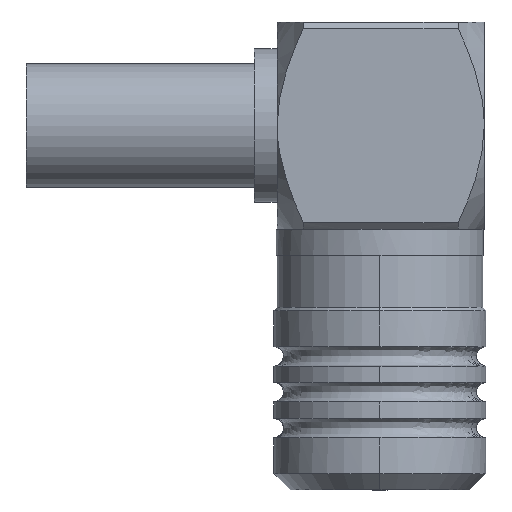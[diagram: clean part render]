
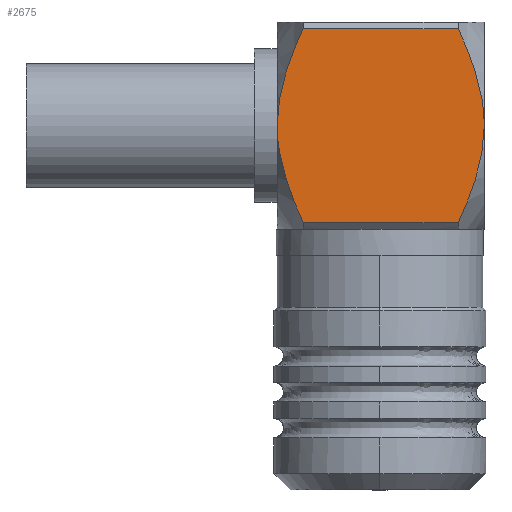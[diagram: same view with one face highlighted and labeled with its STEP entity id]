
A CAD part, front view. The second image highlights one B-rep face of the part: STEP entity #2675.
In plain terms, the highlighted planar face has unit normal (0, -1, 0).
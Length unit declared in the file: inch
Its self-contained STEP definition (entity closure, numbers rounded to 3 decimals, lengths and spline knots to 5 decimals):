
#32 = EDGE_CURVE ( 'NONE', #2115, #597, #1843, .T. ) ;
#78 = ORIENTED_EDGE ( 'NONE', *, *, #32, .F. ) ;
#221 = CARTESIAN_POINT ( 'NONE',  ( 0.09449, -0.125, -0.11693 ) ) ;
#237 = CARTESIAN_POINT ( 'NONE',  ( -0.11749, -0.125, -0.0506 ) ) ;
#262 = EDGE_CURVE ( 'NONE', #2846, #1925, #2222, .T. ) ;
#271 = ORIENTED_EDGE ( 'NONE', *, *, #1903, .T. ) ;
#310 = CARTESIAN_POINT ( 'NONE',  ( -0.11985, -0.125, -0.04073 ) ) ;
#315 = ORIENTED_EDGE ( 'NONE', *, *, #2853, .F. ) ;
#344 = CARTESIAN_POINT ( 'NONE',  ( 0.09449, -0.125, 0.11707 ) ) ;
#536 = EDGE_CURVE ( 'NONE', #2356, #4310, #4132, .T. ) ;
#560 = DIRECTION ( 'NONE',  ( 0., 0., -1. ) ) ;
#597 = VERTEX_POINT ( 'NONE', #4659 ) ;
#818 = CARTESIAN_POINT ( 'NONE',  ( -0.12048, -0.125, 0.04043 ) ) ;
#941 = CARTESIAN_POINT ( 'NONE',  ( 0.10311, -0.125, -0.09844 ) ) ;
#961 = AXIS2_PLACEMENT_3D ( 'NONE', #1167, #2807, #2736 ) ;
#1006 = DIRECTION ( 'NONE',  ( -1., 0., 0. ) ) ;
#1035 = CARTESIAN_POINT ( 'NONE',  ( 0.10309, -0.125, 0.09847 ) ) ;
#1041 = CARTESIAN_POINT ( 'NONE',  ( 0.12245, -0.125, -0.04043 ) ) ;
#1051 = EDGE_CURVE ( 'NONE', #1925, #3538, #6417, .T. ) ;
#1068 = CARTESIAN_POINT ( 'NONE',  ( 0.09449, -0.125, 0.11693 ) ) ;
#1152 = DIRECTION ( 'NONE',  ( 0., 0., -1. ) ) ;
#1167 = CARTESIAN_POINT ( 'NONE',  ( -0.12402, -0.125, 0.11707 ) ) ;
#1257 = ORIENTED_EDGE ( 'NONE', *, *, #5919, .F. ) ;
#1321 = VECTOR ( 'NONE', #5957, 39.37008 ) ;
#1384 = CARTESIAN_POINT ( 'NONE',  ( -0.10893, -0.125, 0.07955 ) ) ;
#1601 = CARTESIAN_POINT ( 'NONE',  ( 0.1251, -0.125, 0.02051 ) ) ;
#1843 = B_SPLINE_CURVE_WITH_KNOTS ( 'NONE', 3,
 ( #1068, #1035, #2172, #2671, #4300, #1601, #3241, #4330 ),
 .UNSPECIFIED., .F., .F.,
 ( 4, 2, 2, 4 ),
 ( 0., 0.00154, 0.00231, 0.00308 ),
 .UNSPECIFIED. ) ;
#1903 = EDGE_CURVE ( 'NONE', #4759, #2969, #5516, .T. ) ;
#1917 = VECTOR ( 'NONE', #1152, 39.37008 ) ;
#1925 = VERTEX_POINT ( 'NONE', #2331 ) ;
#2015 = ORIENTED_EDGE ( 'NONE', *, *, #2813, .F. ) ;
#2115 = VERTEX_POINT ( 'NONE', #6383 ) ;
#2172 = CARTESIAN_POINT ( 'NONE',  ( 0.11083, -0.125, 0.07971 ) ) ;
#2222 = LINE ( 'NONE', #5401, #1917 ) ;
#2331 = CARTESIAN_POINT ( 'NONE',  ( 0.09449, -0.125, -0.11707 ) ) ;
#2356 = VERTEX_POINT ( 'NONE', #4018 ) ;
#2363 = ORIENTED_EDGE ( 'NONE', *, *, #536, .F. ) ;
#2383 = CARTESIAN_POINT ( 'NONE',  ( 0.09449, -0.125, 0.11707 ) ) ;
#2509 = ORIENTED_EDGE ( 'NONE', *, *, #262, .F. ) ;
#2538 = CARTESIAN_POINT ( 'NONE',  ( -0.12402, -0.125, -0.11707 ) ) ;
#2659 = FACE_OUTER_BOUND ( 'NONE', #6756, .T. ) ;
#2671 = CARTESIAN_POINT ( 'NONE',  ( 0.11946, -0.125, 0.0506 ) ) ;
#2675 = ADVANCED_FACE ( 'NONE', ( #2659 ), #5455, .F. ) ;
#2736 = DIRECTION ( 'NONE',  ( 0., 0., 1. ) ) ;
#2807 = DIRECTION ( 'NONE',  ( 0., 1., 0. ) ) ;
#2812 = LINE ( 'NONE', #3415, #1321 ) ;
#2813 = EDGE_CURVE ( 'NONE', #5722, #2115, #4046, .T. ) ;
#2841 = CARTESIAN_POINT ( 'NONE',  ( -0.10114, -0.125, 0.09844 ) ) ;
#2846 = VERTEX_POINT ( 'NONE', #221 ) ;
#2853 = EDGE_CURVE ( 'NONE', #4310, #2969, #5577, .T. ) ;
#2969 = VERTEX_POINT ( 'NONE', #6364 ) ;
#2997 = CARTESIAN_POINT ( 'NONE',  ( -0.12402, -0.125, -0.01027 ) ) ;
#3013 = VECTOR ( 'NONE', #6761, 39.37008 ) ;
#3241 = CARTESIAN_POINT ( 'NONE',  ( 0.12598, -0.125, 0.01027 ) ) ;
#3271 = EDGE_CURVE ( 'NONE', #597, #2846, #3670, .T. ) ;
#3283 = CARTESIAN_POINT ( 'NONE',  ( -0.12402, -0.125, 0. ) ) ;
#3415 = CARTESIAN_POINT ( 'NONE',  ( -0.12402, -0.125, 0.11707 ) ) ;
#3533 = CARTESIAN_POINT ( 'NONE',  ( -0.10886, -0.125, -0.07971 ) ) ;
#3538 = VERTEX_POINT ( 'NONE', #4119 ) ;
#3670 = B_SPLINE_CURVE_WITH_KNOTS ( 'NONE', 3,
 ( #5398, #6988, #1041, #4207, #941, #3709 ),
 .UNSPECIFIED., .F., .F.,
 ( 4, 2, 4 ),
 ( 0., 0.00154, 0.00308 ),
 .UNSPECIFIED. ) ;
#3709 = CARTESIAN_POINT ( 'NONE',  ( 0.09449, -0.125, -0.11693 ) ) ;
#3785 = ORIENTED_EDGE ( 'NONE', *, *, #1051, .F. ) ;
#3826 = LINE ( 'NONE', #5743, #6099 ) ;
#4018 = CARTESIAN_POINT ( 'NONE',  ( -0.09252, -0.125, -0.11693 ) ) ;
#4046 = LINE ( 'NONE', #2383, #3013 ) ;
#4080 = CARTESIAN_POINT ( 'NONE',  ( -0.12402, -0.125, 0.02051 ) ) ;
#4119 = CARTESIAN_POINT ( 'NONE',  ( -0.09252, -0.125, -0.11707 ) ) ;
#4132 = B_SPLINE_CURVE_WITH_KNOTS ( 'NONE', 3,
 ( #6220, #5085, #3533, #237, #310, #5683, #2997, #5153 ),
 .UNSPECIFIED., .F., .F.,
 ( 4, 2, 2, 4 ),
 ( 0., 0.00154, 0.00231, 0.00308 ),
 .UNSPECIFIED. ) ;
#4207 = CARTESIAN_POINT ( 'NONE',  ( 0.1109, -0.125, -0.07955 ) ) ;
#4300 = CARTESIAN_POINT ( 'NONE',  ( 0.12182, -0.125, 0.04073 ) ) ;
#4310 = VERTEX_POINT ( 'NONE', #3283 ) ;
#4330 = CARTESIAN_POINT ( 'NONE',  ( 0.12598, -0.125, 0. ) ) ;
#4344 = CARTESIAN_POINT ( 'NONE',  ( -0.09252, -0.125, 0.12103 ) ) ;
#4659 = CARTESIAN_POINT ( 'NONE',  ( 0.12598, -0.125, 0. ) ) ;
#4759 = VERTEX_POINT ( 'NONE', #5496 ) ;
#4978 = EDGE_CURVE ( 'NONE', #3538, #2356, #3826, .T. ) ;
#4995 = CARTESIAN_POINT ( 'NONE',  ( -0.09252, -0.125, 0.11693 ) ) ;
#5027 = CARTESIAN_POINT ( 'NONE',  ( -0.12402, -0.125, 0. ) ) ;
#5085 = CARTESIAN_POINT ( 'NONE',  ( -0.10113, -0.125, -0.09847 ) ) ;
#5153 = CARTESIAN_POINT ( 'NONE',  ( -0.12402, -0.125, 0. ) ) ;
#5212 = DIRECTION ( 'NONE',  ( 0., 0., 1. ) ) ;
#5398 = CARTESIAN_POINT ( 'NONE',  ( 0.12598, -0.125, 0. ) ) ;
#5401 = CARTESIAN_POINT ( 'NONE',  ( 0.09449, -0.125, 0.11707 ) ) ;
#5455 = PLANE ( 'NONE',  #961 ) ;
#5496 = CARTESIAN_POINT ( 'NONE',  ( -0.09252, -0.125, 0.11707 ) ) ;
#5516 = LINE ( 'NONE', #4344, #5615 ) ;
#5577 = B_SPLINE_CURVE_WITH_KNOTS ( 'NONE', 3,
 ( #5027, #4080, #818, #1384, #2841, #4995 ),
 .UNSPECIFIED., .F., .F.,
 ( 4, 2, 4 ),
 ( 0., 0.00154, 0.00308 ),
 .UNSPECIFIED. ) ;
#5615 = VECTOR ( 'NONE', #560, 39.37008 ) ;
#5683 = CARTESIAN_POINT ( 'NONE',  ( -0.12314, -0.125, -0.02051 ) ) ;
#5722 = VERTEX_POINT ( 'NONE', #344 ) ;
#5743 = CARTESIAN_POINT ( 'NONE',  ( -0.09252, -0.125, 0.11707 ) ) ;
#5919 = EDGE_CURVE ( 'NONE', #4759, #5722, #2812, .T. ) ;
#5957 = DIRECTION ( 'NONE',  ( 1., 0., 0. ) ) ;
#6099 = VECTOR ( 'NONE', #5212, 39.37008 ) ;
#6220 = CARTESIAN_POINT ( 'NONE',  ( -0.09252, -0.125, -0.11693 ) ) ;
#6253 = ORIENTED_EDGE ( 'NONE', *, *, #3271, .F. ) ;
#6329 = ORIENTED_EDGE ( 'NONE', *, *, #4978, .F. ) ;
#6364 = CARTESIAN_POINT ( 'NONE',  ( -0.09252, -0.125, 0.11693 ) ) ;
#6383 = CARTESIAN_POINT ( 'NONE',  ( 0.09449, -0.125, 0.11693 ) ) ;
#6417 = LINE ( 'NONE', #2538, #6488 ) ;
#6488 = VECTOR ( 'NONE', #1006, 39.37008 ) ;
#6756 = EDGE_LOOP ( 'NONE', ( #2509, #6253, #78, #2015, #1257, #271, #315, #2363, #6329, #3785 ) ) ;
#6761 = DIRECTION ( 'NONE',  ( 0., 0., -1. ) ) ;
#6988 = CARTESIAN_POINT ( 'NONE',  ( 0.12598, -0.125, -0.02051 ) ) ;
